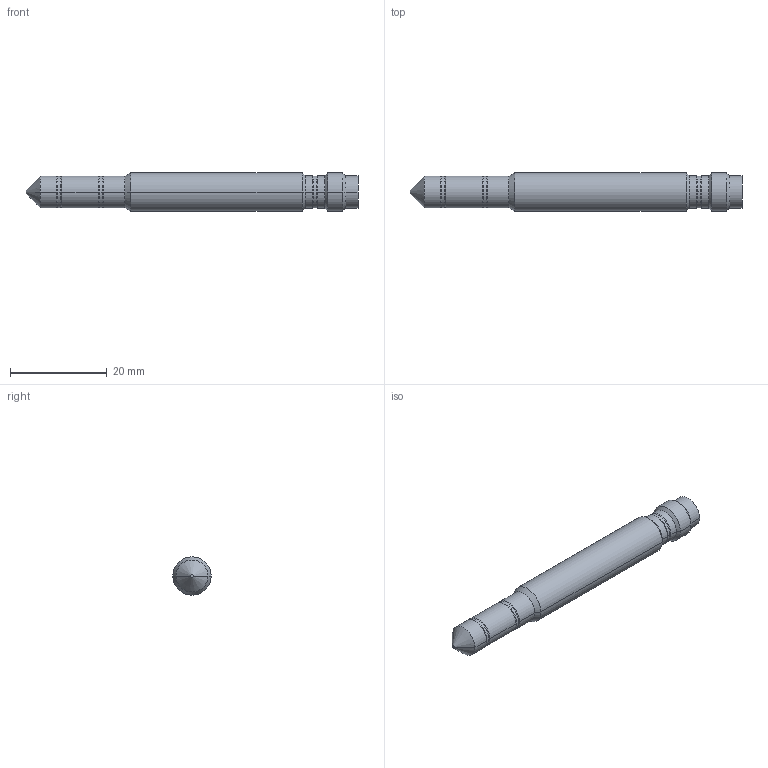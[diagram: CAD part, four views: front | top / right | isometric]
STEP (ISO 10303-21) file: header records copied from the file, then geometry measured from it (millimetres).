
FILE_DESCRIPTION (( 'STEP AP203' ), '1' );
FILE_NAME ('SNS08-01.STEP', '2013-11-13T16:30:02', ( '' ), ( '' ), 'SwSTEP 2.0', 'SolidWorks 2013', '' );
FILE_SCHEMA (( 'CONFIG_CONTROL_DESIGN' ));
Length unit declared in the file: inch
Products named in the file (1): SNS08-01
Bounding box: 68.58 x 7.92 x 7.92 mm (x, y, z)
Volume: 1266.4 mm3; surface area: 2779.4 mm2
Topology: 1 solids, 1 shells, 58 faces, 120 edges, 63 vertices
Faces by surface type: cylinder 26, torus 16, cone 14, plane 2
Entity records: 1583 total; most frequent: DIRECTION 314, CARTESIAN_POINT 240, ORIENTED_EDGE 236, AXIS2_PLACEMENT_3D 137, EDGE_CURVE 118, CIRCLE 78, VERTEX_POINT 63, EDGE_LOOP 59
